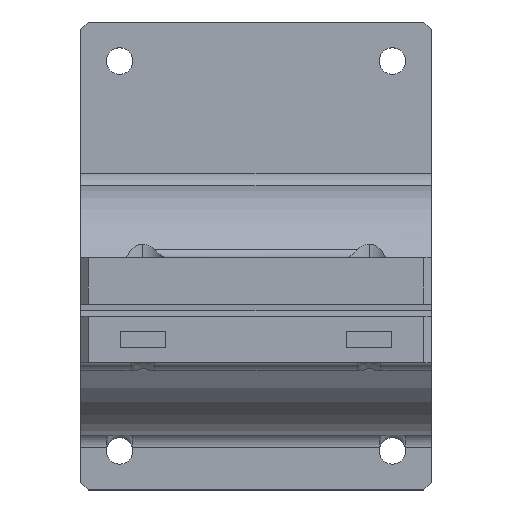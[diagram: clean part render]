
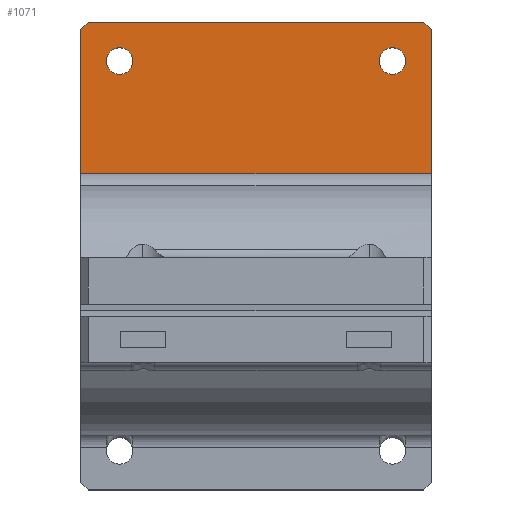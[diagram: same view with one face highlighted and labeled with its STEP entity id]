
A CAD part, top view. The second image highlights one B-rep face of the part: STEP entity #1071.
In plain terms, the highlighted planar face has unit normal (0, 0, 1).
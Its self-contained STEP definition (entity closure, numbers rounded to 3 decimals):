
#15 = FACE_BOUND ( 'NONE', #2419, .T. ) ;
#132 = CARTESIAN_POINT ( 'NONE',  ( 44., 60., 8. ) ) ;
#227 = ORIENTED_EDGE ( 'NONE', *, *, #1449, .T. ) ;
#233 = CARTESIAN_POINT ( 'NONE',  ( 5., 55., 8. ) ) ;
#236 = VECTOR ( 'NONE', #2462, 1000. ) ;
#286 = ORIENTED_EDGE ( 'NONE', *, *, #2861, .F. ) ;
#361 = CARTESIAN_POINT ( 'NONE',  ( 45., 59., 8. ) ) ;
#423 = CARTESIAN_POINT ( 'NONE',  ( 45., 40.55, 8. ) ) ;
#436 = ORIENTED_EDGE ( 'NONE', *, *, #2274, .T. ) ;
#565 = CARTESIAN_POINT ( 'NONE',  ( 41.7, 55., 8. ) ) ;
#601 = CIRCLE ( 'NONE', #3437, 1.7 ) ;
#688 = DIRECTION ( 'NONE',  ( 0., 1., 0. ) ) ;
#706 = DIRECTION ( 'NONE',  ( 0., 1., 0. ) ) ;
#716 = DIRECTION ( 'NONE',  ( 1., 0., 0. ) ) ;
#733 = EDGE_LOOP ( 'NONE', ( #3301, #3712, #286, #1936, #1873, #3505 ) ) ;
#779 = DIRECTION ( 'NONE',  ( 0., 0., -1. ) ) ;
#822 = VECTOR ( 'NONE', #716, 1000. ) ;
#870 = VECTOR ( 'NONE', #688, 1000. ) ;
#960 = DIRECTION ( 'NONE',  ( 0., 0., -1. ) ) ;
#981 = VECTOR ( 'NONE', #706, 1000. ) ;
#997 = DIRECTION ( 'NONE',  ( 1., 0., 0. ) ) ;
#1049 = AXIS2_PLACEMENT_3D ( 'NONE', #3611, #960, #2147 ) ;
#1071 = ADVANCED_FACE ( 'NONE', ( #2034, #15, #1821 ), #1458, .T. ) ;
#1293 = CIRCLE ( 'NONE', #2213, 1.7 ) ;
#1449 = EDGE_CURVE ( 'NONE', #1739, #1555, #3205, .T. ) ;
#1456 = EDGE_CURVE ( 'NONE', #3290, #3208, #3037, .T. ) ;
#1458 = PLANE ( 'NONE',  #3710 ) ;
#1472 = DIRECTION ( 'NONE',  ( 0., 0., -1. ) ) ;
#1520 = LINE ( 'NONE', #3308, #2591 ) ;
#1529 = AXIS2_PLACEMENT_3D ( 'NONE', #233, #1472, #1791 ) ;
#1530 = CARTESIAN_POINT ( 'NONE',  ( 45., 0., 8. ) ) ;
#1537 = DIRECTION ( 'NONE',  ( -0.707, -0.707, 0. ) ) ;
#1555 = VERTEX_POINT ( 'NONE', #565 ) ;
#1623 = LINE ( 'NONE', #2214, #822 ) ;
#1727 = CARTESIAN_POINT ( 'NONE',  ( 6.7, 55., 8. ) ) ;
#1739 = VERTEX_POINT ( 'NONE', #1745 ) ;
#1745 = CARTESIAN_POINT ( 'NONE',  ( 38.3, 55., 8. ) ) ;
#1760 = CARTESIAN_POINT ( 'NONE',  ( 40., 55., 8. ) ) ;
#1791 = DIRECTION ( 'NONE',  ( 1., 0., 0. ) ) ;
#1821 = FACE_BOUND ( 'NONE', #3465, .T. ) ;
#1871 = DIRECTION ( 'NONE',  ( 1., 0., 0. ) ) ;
#1873 = ORIENTED_EDGE ( 'NONE', *, *, #1456, .T. ) ;
#1912 = CARTESIAN_POINT ( 'NONE',  ( 0., 59., 8. ) ) ;
#1936 = ORIENTED_EDGE ( 'NONE', *, *, #3738, .T. ) ;
#1941 = EDGE_CURVE ( 'NONE', #3763, #3796, #1520, .T. ) ;
#1954 = EDGE_CURVE ( 'NONE', #3208, #3796, #2444, .T. ) ;
#2007 = CARTESIAN_POINT ( 'NONE',  ( 3.3, 55., 8. ) ) ;
#2034 = FACE_OUTER_BOUND ( 'NONE', #733, .T. ) ;
#2122 = DIRECTION ( 'NONE',  ( 0., 0., 1. ) ) ;
#2147 = DIRECTION ( 'NONE',  ( 1., 0., 0. ) ) ;
#2213 = AXIS2_PLACEMENT_3D ( 'NONE', #1760, #3258, #3234 ) ;
#2214 = CARTESIAN_POINT ( 'NONE',  ( 45., 40.55, 8. ) ) ;
#2232 = VERTEX_POINT ( 'NONE', #2007 ) ;
#2274 = EDGE_CURVE ( 'NONE', #1555, #1739, #1293, .T. ) ;
#2374 = EDGE_CURVE ( 'NONE', #3763, #3393, #3005, .T. ) ;
#2411 = DIRECTION ( 'NONE',  ( 1., 0., 0. ) ) ;
#2419 = EDGE_LOOP ( 'NONE', ( #3049, #3213 ) ) ;
#2444 = LINE ( 'NONE', #3265, #236 ) ;
#2452 = LINE ( 'NONE', #3647, #981 ) ;
#2459 = CARTESIAN_POINT ( 'NONE',  ( 0., 40.55, 8. ) ) ;
#2462 = DIRECTION ( 'NONE',  ( -0.707, 0.707, 0. ) ) ;
#2470 = CARTESIAN_POINT ( 'NONE',  ( 5., 55., 8. ) ) ;
#2591 = VECTOR ( 'NONE', #1871, 1000. ) ;
#2861 = EDGE_CURVE ( 'NONE', #3212, #3393, #2452, .T. ) ;
#2871 = EDGE_CURVE ( 'NONE', #2939, #2232, #601, .T. ) ;
#2939 = VERTEX_POINT ( 'NONE', #1727 ) ;
#2992 = CARTESIAN_POINT ( 'NONE',  ( 0., 0., 8. ) ) ;
#2999 = EDGE_CURVE ( 'NONE', #2232, #2939, #3735, .T. ) ;
#3005 = LINE ( 'NONE', #3092, #3125 ) ;
#3037 = LINE ( 'NONE', #1530, #870 ) ;
#3049 = ORIENTED_EDGE ( 'NONE', *, *, #2999, .T. ) ;
#3092 = CARTESIAN_POINT ( 'NONE',  ( -29.5, 29.5, 8. ) ) ;
#3125 = VECTOR ( 'NONE', #1537, 1000. ) ;
#3205 = CIRCLE ( 'NONE', #1049, 1.7 ) ;
#3208 = VERTEX_POINT ( 'NONE', #361 ) ;
#3212 = VERTEX_POINT ( 'NONE', #2459 ) ;
#3213 = ORIENTED_EDGE ( 'NONE', *, *, #2871, .T. ) ;
#3234 = DIRECTION ( 'NONE',  ( 1., 0., 0. ) ) ;
#3258 = DIRECTION ( 'NONE',  ( 0., 0., -1. ) ) ;
#3265 = CARTESIAN_POINT ( 'NONE',  ( 52., 52., 8. ) ) ;
#3290 = VERTEX_POINT ( 'NONE', #423 ) ;
#3301 = ORIENTED_EDGE ( 'NONE', *, *, #1941, .F. ) ;
#3308 = CARTESIAN_POINT ( 'NONE',  ( 0., 60., 8. ) ) ;
#3393 = VERTEX_POINT ( 'NONE', #1912 ) ;
#3437 = AXIS2_PLACEMENT_3D ( 'NONE', #2470, #779, #997 ) ;
#3465 = EDGE_LOOP ( 'NONE', ( #227, #436 ) ) ;
#3505 = ORIENTED_EDGE ( 'NONE', *, *, #1954, .T. ) ;
#3611 = CARTESIAN_POINT ( 'NONE',  ( 40., 55., 8. ) ) ;
#3625 = CARTESIAN_POINT ( 'NONE',  ( 1., 60., 8. ) ) ;
#3647 = CARTESIAN_POINT ( 'NONE',  ( 0., 0., 8. ) ) ;
#3710 = AXIS2_PLACEMENT_3D ( 'NONE', #2992, #2122, #2411 ) ;
#3712 = ORIENTED_EDGE ( 'NONE', *, *, #2374, .T. ) ;
#3735 = CIRCLE ( 'NONE', #1529, 1.7 ) ;
#3738 = EDGE_CURVE ( 'NONE', #3212, #3290, #1623, .T. ) ;
#3763 = VERTEX_POINT ( 'NONE', #3625 ) ;
#3796 = VERTEX_POINT ( 'NONE', #132 ) ;
